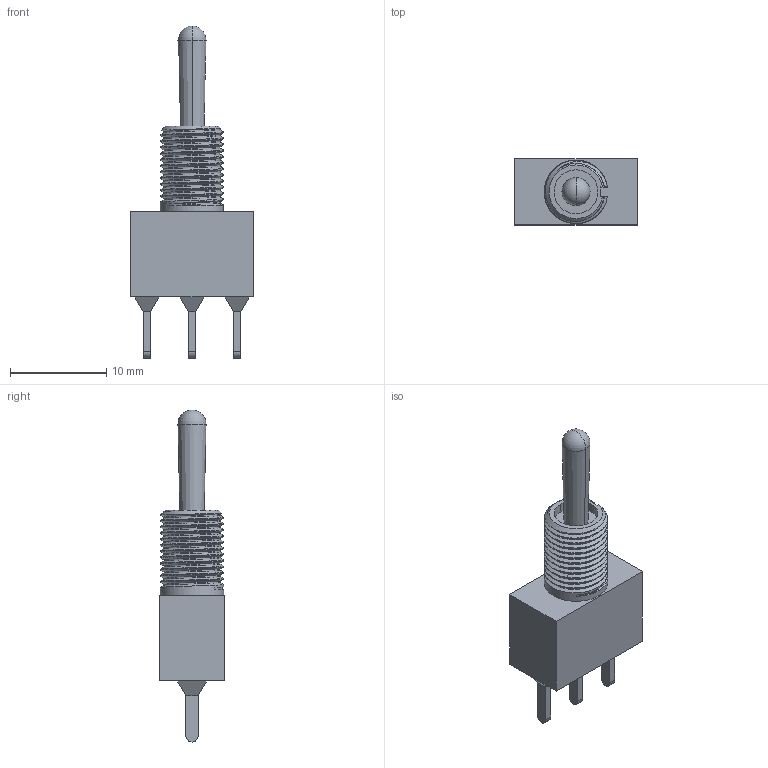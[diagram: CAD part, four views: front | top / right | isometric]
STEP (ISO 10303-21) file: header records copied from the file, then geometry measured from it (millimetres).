
FILE_DESCRIPTION((''),'2;1');
FILE_NAME('C-4-1825136-4','2016-06-07T',('workeradm'),('Tyco Electronics Ltd.'),'CREO PARAMETRIC BY PTC INC, 2015200','CREO PARAMETRIC BY PTC INC, 2015200','');
FILE_SCHEMA(('AUTOMOTIVE_DESIGN { 1 0 10303 214 1 1 1 1 }'));
Length unit declared in the file: millimetre
Products named in the file (1): C-4-1825136-4
Bounding box: 12.7 x 6.86 x 34.54 mm (x, y, z)
Volume: 1121 mm3; surface area: 972.3 mm2
Topology: 1 solids, 1 shells, 112 faces, 293 edges, 187 vertices
Faces by surface type: bspline 54, plane 35, cylinder 18, cone 3, sphere 2
Entity records: 11677 total; most frequent: CARTESIAN_POINT 9293, ORIENTED_EDGE 582, DIRECTION 301, EDGE_CURVE 291, VERTEX_POINT 187, VECTOR 143, LINE 143, B_SPLINE_CURVE_WITH_KNOTS 127
